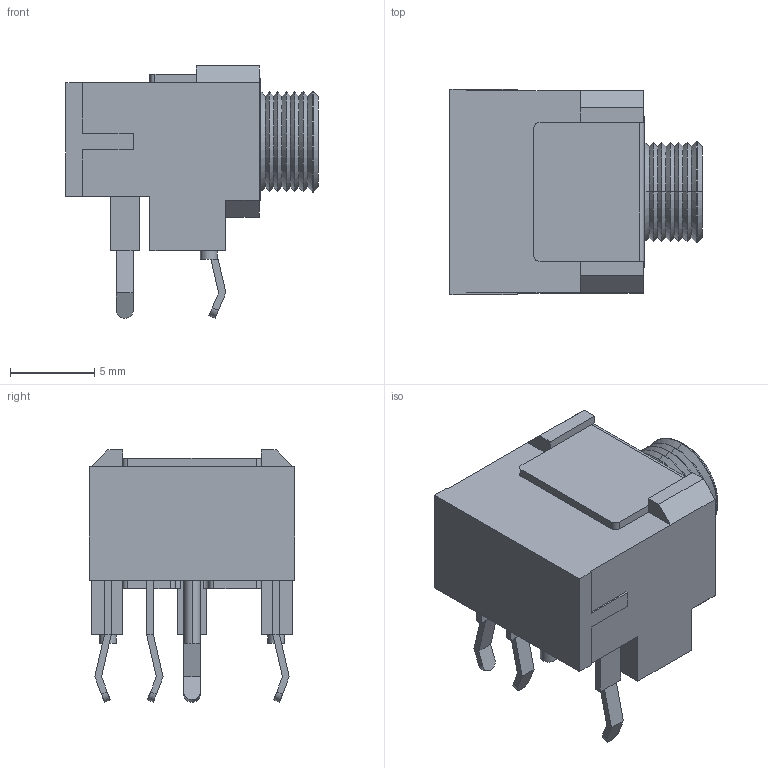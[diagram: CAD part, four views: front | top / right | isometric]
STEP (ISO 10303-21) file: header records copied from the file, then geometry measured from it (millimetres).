
FILE_DESCRIPTION (( 'STEP AP203' ), '1' );
FILE_NAME ('CUI_DEVICES_SJ1-3544.step', '2019-10-20T22:37:24', ( '' ), ( '' ), 'SwSTEP 2.0', 'SolidWorks 2019', '' );
FILE_SCHEMA (( 'CONFIG_CONTROL_DESIGN' ));
Length unit declared in the file: inch
Products named in the file (1): CUI_DEVICES_SJ1-3544
Bounding box: 15 x 12.2 x 15 mm (x, y, z)
Volume: 1129.1 mm3; surface area: 970.4 mm2
Topology: 3 solids, 3 shells, 220 faces, 548 edges, 344 vertices
Faces by surface type: plane 150, cylinder 42, cone 28
Entity records: 6507 total; most frequent: CARTESIAN_POINT 1113, DIRECTION 1102, ORIENTED_EDGE 1096, EDGE_CURVE 548, VECTOR 436, LINE 436, VERTEX_POINT 344, AXIS2_PLACEMENT_3D 333
